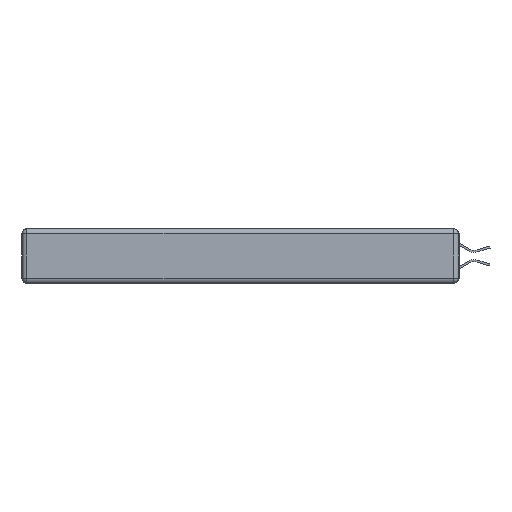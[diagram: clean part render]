
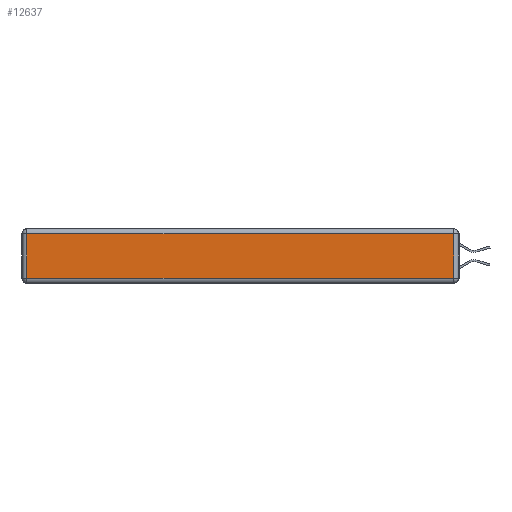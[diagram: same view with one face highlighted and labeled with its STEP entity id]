
A CAD part, left-side view. The second image highlights one B-rep face of the part: STEP entity #12637.
In plain terms, the highlighted planar face has unit normal (-1, 0, 0).
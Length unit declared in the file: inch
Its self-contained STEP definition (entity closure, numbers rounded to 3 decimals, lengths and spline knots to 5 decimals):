
#40 = DIRECTION ( 'NONE',  ( 0., 0., 1. ) ) ;
#480 = AXIS2_PLACEMENT_3D ( 'NONE', #6592, #19785, #40 ) ;
#833 = LINE ( 'NONE', #9694, #5591 ) ;
#3946 = VECTOR ( 'NONE', #7862, 39.37008 ) ;
#4453 = VERTEX_POINT ( 'NONE', #28047 ) ;
#4679 = PLANE ( 'NONE',  #480 ) ;
#5035 = DIRECTION ( 'NONE',  ( 0., 0., -1. ) ) ;
#5591 = VECTOR ( 'NONE', #5035, 39.37008 ) ;
#6592 = CARTESIAN_POINT ( 'NONE',  ( 0., 0., -0.343 ) ) ;
#6866 = EDGE_LOOP ( 'NONE', ( #18159, #15500, #21660, #14799 ) ) ;
#7862 = DIRECTION ( 'NONE',  ( 0., -1., 0. ) ) ;
#8967 = CARTESIAN_POINT ( 'NONE',  ( 0., 0.03, -0.03 ) ) ;
#9055 = CARTESIAN_POINT ( 'NONE',  ( 0., 2.72, -0.03 ) ) ;
#9694 = CARTESIAN_POINT ( 'NONE',  ( 0., 2.72, -0.343 ) ) ;
#10379 = VERTEX_POINT ( 'NONE', #26594 ) ;
#10499 = LINE ( 'NONE', #10637, #3946 ) ;
#10637 = CARTESIAN_POINT ( 'NONE',  ( 0., 0., -0.313 ) ) ;
#11101 = EDGE_CURVE ( 'NONE', #4453, #24966, #21391, .T. ) ;
#12396 = EDGE_CURVE ( 'NONE', #21191, #10379, #833, .T. ) ;
#12637 = ADVANCED_FACE ( 'NONE', ( #20068 ), #4679, .T. ) ;
#14067 = EDGE_CURVE ( 'NONE', #24966, #21191, #26950, .T. ) ;
#14799 = ORIENTED_EDGE ( 'NONE', *, *, #12396, .T. ) ;
#14877 = DIRECTION ( 'NONE',  ( 0., 0., 1. ) ) ;
#15500 = ORIENTED_EDGE ( 'NONE', *, *, #11101, .T. ) ;
#15760 = CARTESIAN_POINT ( 'NONE',  ( 0., 2.75, -0.03 ) ) ;
#18159 = ORIENTED_EDGE ( 'NONE', *, *, #21398, .T. ) ;
#19363 = CARTESIAN_POINT ( 'NONE',  ( 0., 0.03, -0.343 ) ) ;
#19785 = DIRECTION ( 'NONE',  ( -1., 0., 0. ) ) ;
#19968 = VECTOR ( 'NONE', #14877, 39.37008 ) ;
#20068 = FACE_OUTER_BOUND ( 'NONE', #6866, .T. ) ;
#21191 = VERTEX_POINT ( 'NONE', #9055 ) ;
#21391 = LINE ( 'NONE', #19363, #19968 ) ;
#21398 = EDGE_CURVE ( 'NONE', #10379, #4453, #10499, .T. ) ;
#21660 = ORIENTED_EDGE ( 'NONE', *, *, #14067, .T. ) ;
#22333 = VECTOR ( 'NONE', #24901, 39.37008 ) ;
#24901 = DIRECTION ( 'NONE',  ( 0., 1., 0. ) ) ;
#24966 = VERTEX_POINT ( 'NONE', #8967 ) ;
#26594 = CARTESIAN_POINT ( 'NONE',  ( 0., 2.72, -0.313 ) ) ;
#26950 = LINE ( 'NONE', #15760, #22333 ) ;
#28047 = CARTESIAN_POINT ( 'NONE',  ( 0., 0.03, -0.313 ) ) ;
